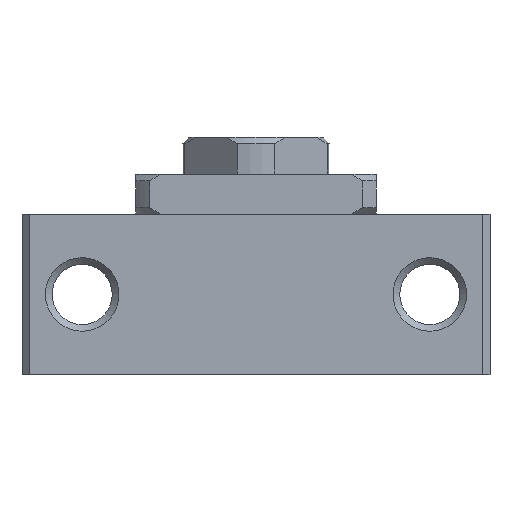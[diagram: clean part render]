
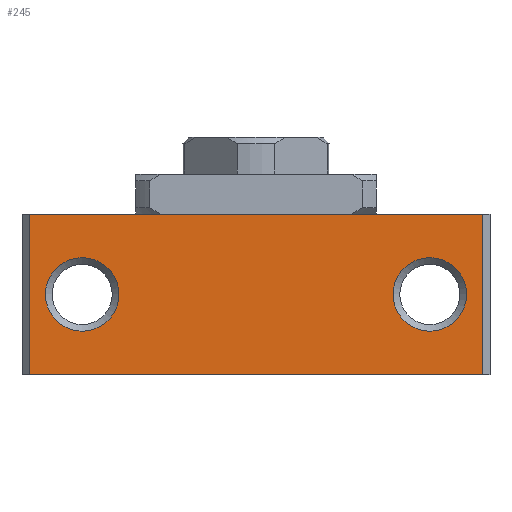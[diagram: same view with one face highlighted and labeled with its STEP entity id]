
A CAD part, front view. The second image highlights one B-rep face of the part: STEP entity #245.
In plain terms, the highlighted planar face has unit normal (0, -1, 0).
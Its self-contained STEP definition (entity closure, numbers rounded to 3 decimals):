
#245 = ADVANCED_FACE( '', ( #482, #483, #484 ), #485, .T. );
#482 = FACE_BOUND( '', #823, .T. );
#483 = FACE_BOUND( '', #824, .T. );
#484 = FACE_OUTER_BOUND( '', #825, .T. );
#485 = PLANE( '', #826 );
#823 = EDGE_LOOP( '', ( #1539 ) );
#824 = EDGE_LOOP( '', ( #1540 ) );
#825 = EDGE_LOOP( '', ( #1541, #1542, #1543, #1544 ) );
#826 = AXIS2_PLACEMENT_3D( '', #1545, #1546, #1547 );
#1539 = ORIENTED_EDGE( '', *, *, #2246, .F. );
#1540 = ORIENTED_EDGE( '', *, *, #2247, .F. );
#1541 = ORIENTED_EDGE( '', *, *, #2229, .F. );
#1542 = ORIENTED_EDGE( '', *, *, #2248, .F. );
#1543 = ORIENTED_EDGE( '', *, *, #2249, .T. );
#1544 = ORIENTED_EDGE( '', *, *, #2244, .T. );
#1545 = CARTESIAN_POINT( '', ( -33.92, -25., -24. ) );
#1546 = DIRECTION( '', ( 0., -1., 0. ) );
#1547 = DIRECTION( '', ( 0., 0., -1. ) );
#2229 = EDGE_CURVE( '', #2707, #2709, #2710, .T. );
#2244 = EDGE_CURVE( '', #2733, #2709, #2734, .T. );
#2246 = EDGE_CURVE( '', #2736, #2736, #2737, .T. );
#2247 = EDGE_CURVE( '', #2738, #2738, #2739, .T. );
#2248 = EDGE_CURVE( '', #2740, #2707, #2741, .T. );
#2249 = EDGE_CURVE( '', #2740, #2733, #2742, .T. );
#2707 = VERTEX_POINT( '', #3523 );
#2709 = VERTEX_POINT( '', #3526 );
#2710 = LINE( '', #3527, #3528 );
#2733 = VERTEX_POINT( '', #3564 );
#2734 = LINE( '', #3565, #3566 );
#2736 = VERTEX_POINT( '', #3569 );
#2737 = CIRCLE( '', #3570, 5.5 );
#2738 = VERTEX_POINT( '', #3571 );
#2739 = CIRCLE( '', #3572, 5.5 );
#2740 = VERTEX_POINT( '', #3573 );
#2741 = LINE( '', #3574, #3575 );
#2742 = LINE( '', #3576, #3577 );
#3523 = CARTESIAN_POINT( '', ( -33.92, -25., 0. ) );
#3526 = CARTESIAN_POINT( '', ( 33.92, -25., 0. ) );
#3527 = CARTESIAN_POINT( '', ( -33.92, -25., 0. ) );
#3528 = VECTOR( '', #3995, 1000. );
#3564 = CARTESIAN_POINT( '', ( 33.92, -25., -24. ) );
#3565 = CARTESIAN_POINT( '', ( 33.92, -25., -24. ) );
#3566 = VECTOR( '', #4012, 1000. );
#3569 = CARTESIAN_POINT( '', ( 26., -25., -17.5 ) );
#3570 = AXIS2_PLACEMENT_3D( '', #4014, #4015, #4016 );
#3571 = CARTESIAN_POINT( '', ( -26., -25., -17.5 ) );
#3572 = AXIS2_PLACEMENT_3D( '', #4017, #4018, #4019 );
#3573 = CARTESIAN_POINT( '', ( -33.92, -25., -24. ) );
#3574 = CARTESIAN_POINT( '', ( -33.92, -25., -24. ) );
#3575 = VECTOR( '', #4020, 1000. );
#3576 = CARTESIAN_POINT( '', ( -33.92, -25., -24. ) );
#3577 = VECTOR( '', #4021, 1000. );
#3995 = DIRECTION( '', ( 1., 0., 0. ) );
#4012 = DIRECTION( '', ( 0., 0., 1. ) );
#4014 = CARTESIAN_POINT( '', ( 26., -25., -12. ) );
#4015 = DIRECTION( '', ( 0., -1., 0. ) );
#4016 = DIRECTION( '', ( 0., 0., -1. ) );
#4017 = CARTESIAN_POINT( '', ( -26., -25., -12. ) );
#4018 = DIRECTION( '', ( 0., -1., 0. ) );
#4019 = DIRECTION( '', ( 0., 0., -1. ) );
#4020 = DIRECTION( '', ( 0., 0., 1. ) );
#4021 = DIRECTION( '', ( 1., 0., 0. ) );
